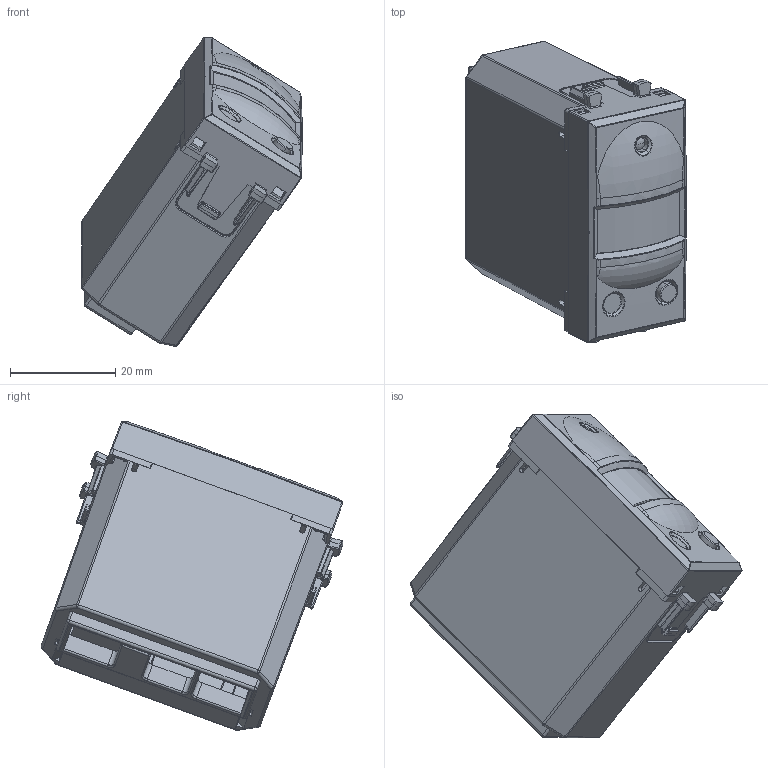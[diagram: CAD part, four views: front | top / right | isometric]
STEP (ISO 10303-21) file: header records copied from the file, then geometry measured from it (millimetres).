
FILE_DESCRIPTION(('CATIA V5 STEP Exchange'),'2;1');
FILE_NAME('442AB-IR.stp','2024-03-01T07:56:02+00:00',('none'),('none'),'CATIA Version 5-6 Release 2016 SP6','CATIA V5 STEP AP203','none');
FILE_SCHEMA(('CONFIG_CONTROL_DESIGN'));
Products named in the file (1): 442AB-IR
Assembly tree (7 placements, depth 2):
  442AB-IR
    #57
    #11280
    #11455
    #12146
    #42461
    #47434
    #49583
Bounding box: 41.89 x 57.34 x 58.72 mm (x, y, z)
Volume: 11211.3 mm3; surface area: 18560.8 mm2
Topology: 6 solids, 6 shells, 1280 faces, 3572 edges, 2238 vertices
Faces by surface type: plane 614, cylinder 357, bspline 114, cone 76, sphere 66, torus 45, revolution 8
Entity records: 49602 total; most frequent: CARTESIAN_POINT 21157, ORIENTED_EDGE 6988, DIRECTION 4025, EDGE_CURVE 3494, VERTEX_POINT 2223, VECTOR 1709, LINE 1709, AXIS2_PLACEMENT_3D 1371
